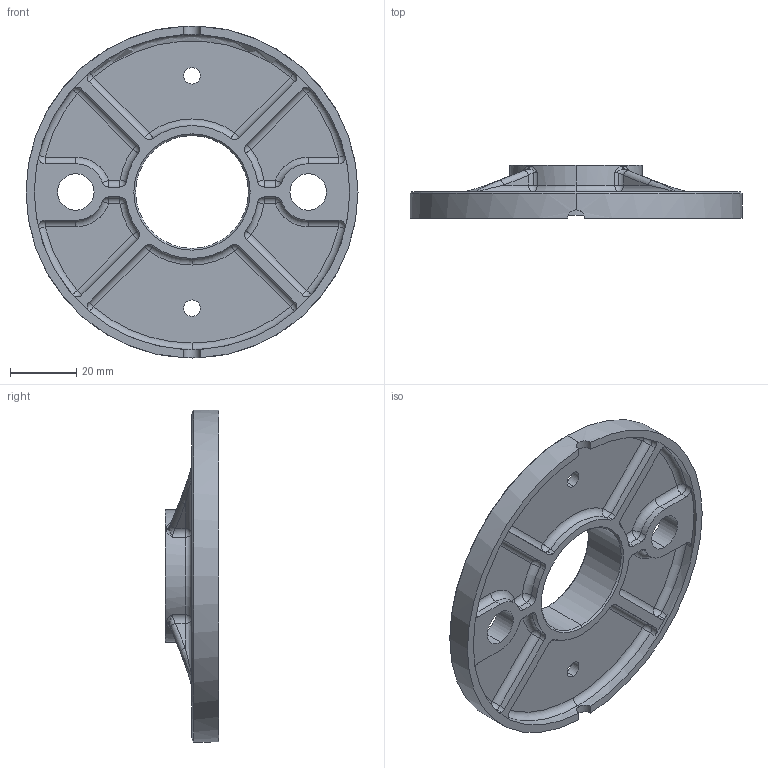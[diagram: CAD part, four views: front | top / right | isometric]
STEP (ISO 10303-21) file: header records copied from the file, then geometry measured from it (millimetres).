
FILE_DESCRIPTION (( 'STEP AP203' ), '1' );
FILE_NAME ('A_0940-033-N.STEP', '2019-03-06T13:08:25', ( '' ), ( '' ), 'SwSTEP 2.0', 'SolidWorks 2018', '' );
FILE_SCHEMA (( 'CONFIG_CONTROL_DESIGN' ));
Length unit declared in the file: millimetre
Products named in the file (1): A_0940-033-N
Bounding box: 100 x 16 x 100 mm (x, y, z)
Volume: 33265.6 mm3; surface area: 21618.6 mm2
Topology: 1 solids, 1 shells, 255 faces, 623 edges, 319 vertices
Faces by surface type: cylinder 107, plane 43, bspline 40, sphere 36, torus 23, cone 6
Entity records: 8230 total; most frequent: CARTESIAN_POINT 2712, DIRECTION 1201, ORIENTED_EDGE 1142, EDGE_CURVE 571, AXIS2_PLACEMENT_3D 504, VERTEX_POINT 319, CIRCLE 288, EDGE_LOOP 266
